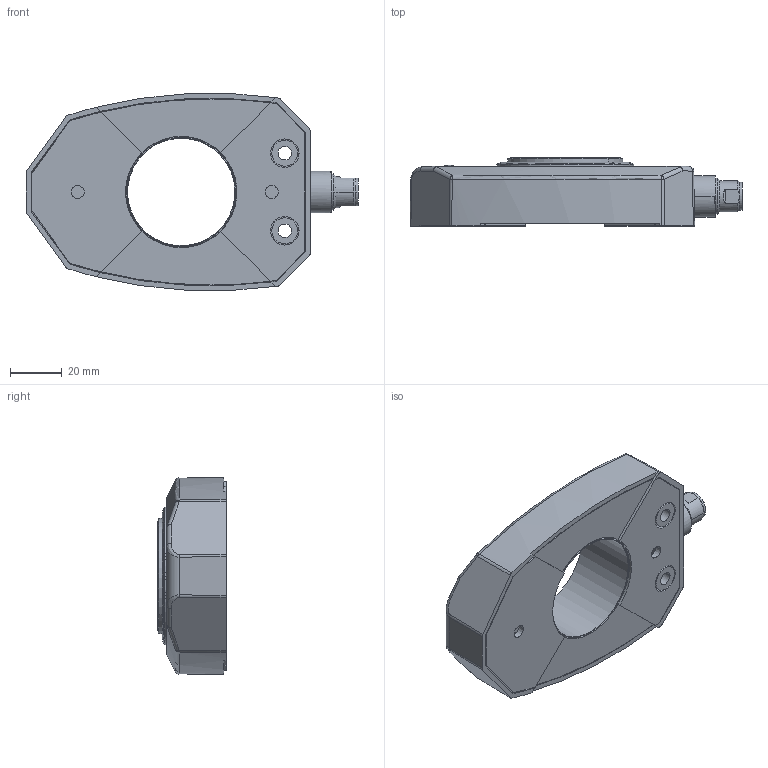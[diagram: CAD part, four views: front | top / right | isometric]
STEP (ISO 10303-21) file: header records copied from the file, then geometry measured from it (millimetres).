
FILE_DESCRIPTION((''),'2;1');
FILE_NAME('199092PMI360D-F130-IE8-V15_ASM','2007-08-16T',('IndustrieHansa'),('Pepperl+Fuchs'),'PRO/ENGINEER BY PARAMETRIC TECHNOLOGY CORPORATION, 2006420','PRO/ENGINEER BY PARAMETRIC TECHNOLOGY CORPORATION, 2006420','');
FILE_SCHEMA(('AUTOMOTIVE_DESIGN_CC2 { 1 2 10303 214 -1 1 5 2 }'));
Length unit declared in the file: millimetre
Products named in the file (8): 04BV87_1; 04BFM8_1; DM_04BL15_1; 04B921_1; 04BV88_1; 04BV90_1; DM_04BUM0_1; 199092PMI360D-F130-IE8-V15_ASM
Assembly tree (12 placements, depth 2):
  199092PMI360D-F130-IE8-V15_ASM
    04BV87_1
    04BFM8_1
    DM_04BL15_1  x3
    04B921_1  x3
    04BV88_1
    04BV90_1
    DM_04BUM0_1  x2
Bounding box: 128.3 x 26.35 x 76.1 mm (x, y, z)
Volume: 40763.3 mm3; surface area: 48812.1 mm2
Topology: 12 solids, 14 shells, 347 faces, 894 edges, 573 vertices
Faces by surface type: plane 136, cylinder 85, cone 70, sphere 28, torus 20, extrusion 6, bspline 2
Entity records: 12693 total; most frequent: CARTESIAN_POINT 2453, DIRECTION 1662, ORIENTED_EDGE 1578, PRESENTATION_STYLE_ASSIGNMENT 796, STYLED_ITEM 796, CURVE_STYLE 789, EDGE_CURVE 789, AXIS2_PLACEMENT_3D 671
